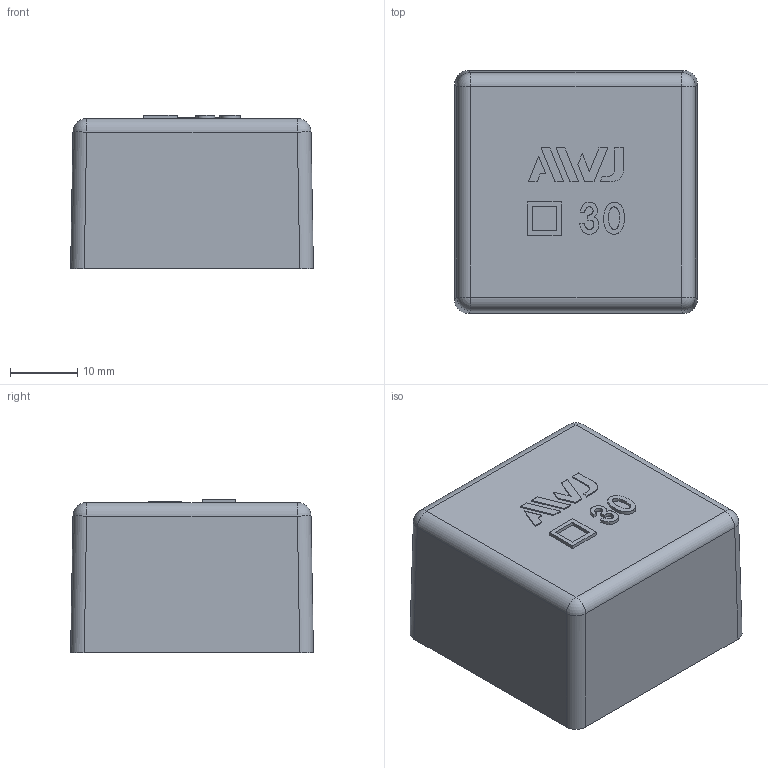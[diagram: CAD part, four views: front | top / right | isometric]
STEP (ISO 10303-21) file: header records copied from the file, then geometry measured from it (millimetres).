
FILE_DESCRIPTION( ( 'STEP AP203' ), '1' );
FILE_NAME( '30.step', '2022-07-25T02:02:58', ( ' ' ), ( ' ' ), 'XStep 1.0', ' ', ' ' );
FILE_SCHEMA( ( 'CONFIG_CONTROL_DESIGN' ) );
Length unit declared in the file: millimetre
Products named in the file (1): 1
Bounding box: 36.06 x 36.06 x 22.79 mm (x, y, z)
Volume: 9643.2 mm3; surface area: 7820.6 mm2
Topology: 1 solids, 1 shells, 79 faces, 190 edges, 120 vertices
Faces by surface type: plane 58, cylinder 10, extrusion 7, sphere 4
Entity records: 2446 total; most frequent: CARTESIAN_POINT 644, ORIENTED_EDGE 368, DIRECTION 321, EDGE_CURVE 184, VECTOR 135, LINE 128, VERTEX_POINT 120, AXIS2_PLACEMENT_3D 93
